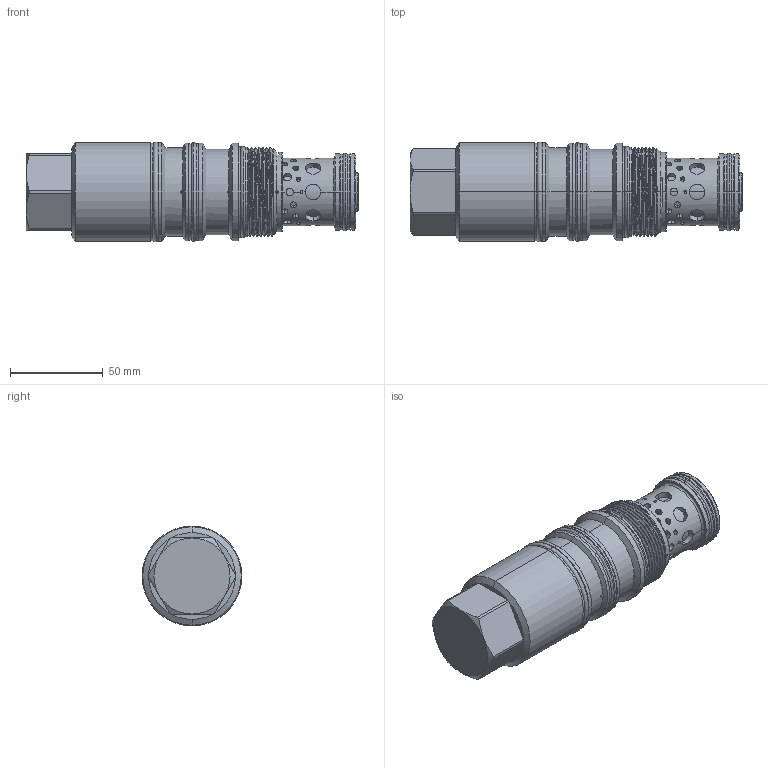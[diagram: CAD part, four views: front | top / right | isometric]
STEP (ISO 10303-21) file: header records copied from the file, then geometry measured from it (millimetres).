
FILE_DESCRIPTION (( 'STEP AP203' ), '1' );
FILE_NAME ('MW24A4N-N.STEP', '2016-06-07T06:26:46', ( '' ), ( '' ), 'SwSTEP 2.0', 'SolidWorks 2012', '' );
FILE_SCHEMA (( 'CONFIG_CONTROL_DESIGN' ));
Length unit declared in the file: millimetre
Products named in the file (1): MW24A4N-N
Bounding box: 179.07 x 53.84 x 53.84 mm (x, y, z)
Volume: 296561.5 mm3; surface area: 51179.4 mm2
Topology: 7 solids, 7 shells, 352 faces, 775 edges, 483 vertices
Faces by surface type: cylinder 230, plane 48, cone 39, torus 32, bspline 3
Entity records: 14846 total; most frequent: CARTESIAN_POINT 7271, ORIENTED_EDGE 1550, DIRECTION 1516, EDGE_CURVE 775, AXIS2_PLACEMENT_3D 633, VERTEX_POINT 483, EDGE_LOOP 414, FACE_OUTER_BOUND 352
